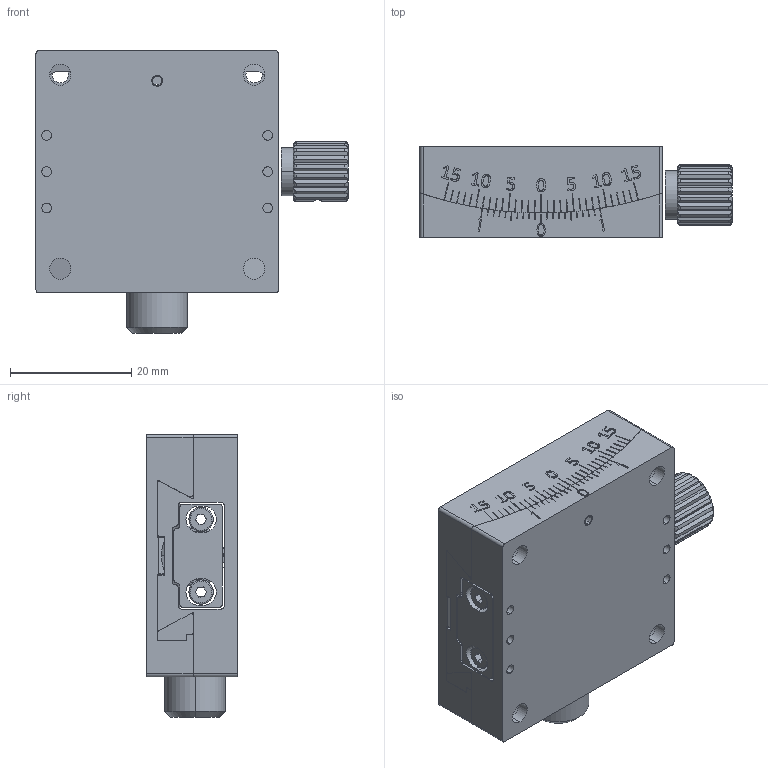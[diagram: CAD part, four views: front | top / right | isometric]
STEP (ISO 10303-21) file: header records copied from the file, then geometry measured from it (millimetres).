
FILE_DESCRIPTION (( 'STEP AP203' ), '1' );
FILE_NAME ('06GOM-4051.STEP', '2020-03-02T05:54:36', ( '' ), ( '' ), 'SwSTEP 2.0', 'SolidWorks 2016', '' );
FILE_SCHEMA (( 'CONFIG_CONTROL_DESIGN' ));
Length unit declared in the file: millimetre
Products named in the file (1): 06GOM-4051
Bounding box: 51.5 x 15 x 46.7 mm (x, y, z)
Surface area: 12006.3 mm2 (no closed solid volume)
Topology: 0 solids, 14 shells, 608 faces, 2084 edges, 1424 vertices
Faces by surface type: plane 336, cylinder 159, torus 63, bspline 45, cone 5
Entity records: 27902 total; most frequent: CARTESIAN_POINT 10671, ORIENTED_EDGE 3440, DIRECTION 3293, EDGE_CURVE 2084, VERTEX_POINT 1424, LINE 1187, VECTOR 1187, AXIS2_PLACEMENT_3D 1053
